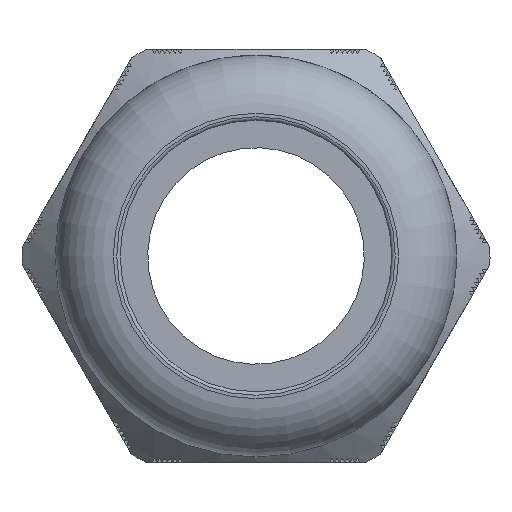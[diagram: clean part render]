
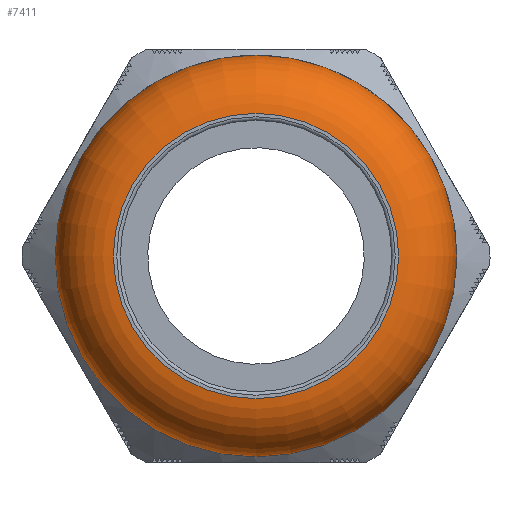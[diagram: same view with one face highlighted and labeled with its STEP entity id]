
A CAD part, left-side view. The second image highlights one B-rep face of the part: STEP entity #7411.
In plain terms, the highlighted toroidal (fillet/blend) face has major radius 19.901 mm and minor radius 9.214 mm.
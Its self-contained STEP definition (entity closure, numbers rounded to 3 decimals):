
#1843=FACE_BOUND('',#2485,.T.);
#2070=FACE_OUTER_BOUND('',#2484,.T.);
#2484=EDGE_LOOP('',(#6083));
#2485=EDGE_LOOP('',(#6084));
#2728=CIRCLE('',#7680,20.69);
#2840=CIRCLE('',#7978,29.115);
#3072=VERTEX_POINT('',#12799);
#3436=VERTEX_POINT('',#14580);
#3837=EDGE_CURVE('',#3072,#3072,#2728,.T.);
#4383=EDGE_CURVE('',#3436,#3436,#2840,.T.);
#6083=ORIENTED_EDGE('',*,*,#4383,.F.);
#6084=ORIENTED_EDGE('',*,*,#3837,.T.);
#7183=TOROIDAL_SURFACE('',#7977,19.901,9.214);
#7411=ADVANCED_FACE('',(#2070,#1843),#7183,.T.);
#7680=AXIS2_PLACEMENT_3D('',#12800,#8432,#8433);
#7977=AXIS2_PLACEMENT_3D('',#14579,#9392,#9393);
#7978=AXIS2_PLACEMENT_3D('',#14581,#9394,#9395);
#8432=DIRECTION('center_axis',(1.,0.,0.));
#8433=DIRECTION('ref_axis',(0.,0.,-1.));
#9392=DIRECTION('center_axis',(1.,0.,0.));
#9393=DIRECTION('ref_axis',(0.,0.,-1.));
#9394=DIRECTION('center_axis',(1.,0.,0.));
#9395=DIRECTION('ref_axis',(0.,0.,-1.));
#12799=CARTESIAN_POINT('',(-31.92,20.69,0.));
#12800=CARTESIAN_POINT('Origin',(-31.92,0.,0.));
#14579=CARTESIAN_POINT('Origin',(-22.74,0.,0.));
#14580=CARTESIAN_POINT('',(-22.74,29.115,0.));
#14581=CARTESIAN_POINT('Origin',(-22.74,0.,0.));
